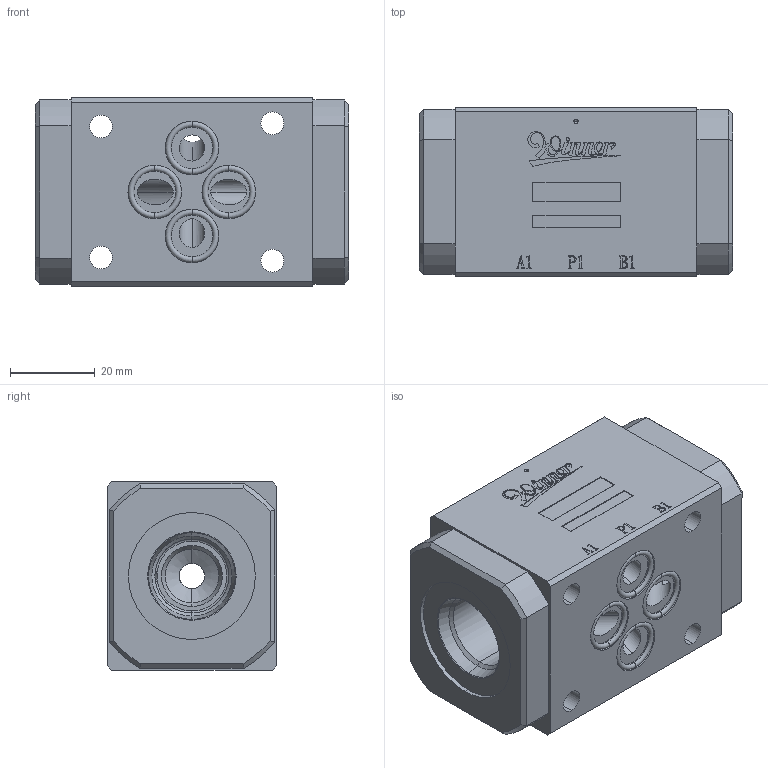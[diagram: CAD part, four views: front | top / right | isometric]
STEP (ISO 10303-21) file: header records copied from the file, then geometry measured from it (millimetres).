
FILE_DESCRIPTION (( 'STEP AP203' ), '1' );
FILE_NAME ('MH03EDT-08W2-08W2-Z02.STEP', '2025-01-10T01:07:21', ( 'user' ), ( '' ), 'SwSTEP 2.0', 'SolidWorks 2018', '' );
FILE_SCHEMA (( 'CONFIG_CONTROL_DESIGN' ));
Length unit declared in the file: millimetre
Products named in the file (3): 6EC03040EDTXXA002; 4KAA012AA001_W3046用; MH03EDT-08W2-08W2-Z02
Assembly tree (5 placements, depth 2):
  MH03EDT-08W2-08W2-Z02
    4KAA012AA001_W3046用  x4
    6EC03040EDTXXA002
Bounding box: 74 x 40.05 x 44.5 mm (x, y, z)
Volume: 106065.6 mm3; surface area: 24261.9 mm2
Topology: 5 solids, 5 shells, 499 faces, 1342 edges, 867 vertices
Faces by surface type: cylinder 213, plane 171, bspline 49, cone 40, torus 26
Entity records: 17727 total; most frequent: CARTESIAN_POINT 5166, ORIENTED_EDGE 2632, DIRECTION 2470, EDGE_CURVE 1316, AXIS2_PLACEMENT_3D 887, VERTEX_POINT 855, LINE 696, VECTOR 696
